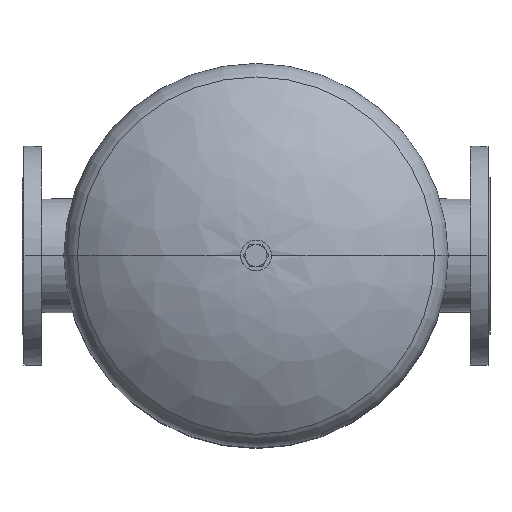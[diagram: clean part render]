
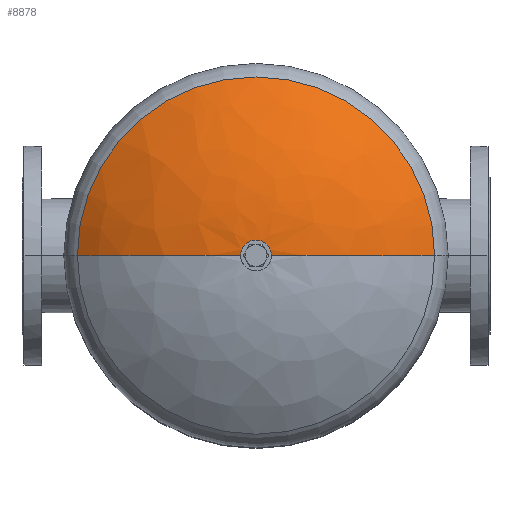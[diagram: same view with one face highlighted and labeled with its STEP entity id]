
A CAD part, top view. The second image highlights one B-rep face of the part: STEP entity #8878.
In plain terms, the highlighted free-form (B-spline) face has degree [3, 3] with [7, 4] control points.
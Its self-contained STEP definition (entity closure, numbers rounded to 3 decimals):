
#8412=CARTESIAN_POINT('Vertex',(179.363,0.,146.231)) ;
#8419=CARTESIAN_POINT('Vertex',(-179.363,0.,146.231)) ;
#8818=CARTESIAN_POINT('Axis2P3D Location',(0.,0.,146.231)) ;
#8831=CARTESIAN_POINT('Control Point',(0.,0.,202.538)) ;
#8832=CARTESIAN_POINT('Control Point',(-66.496,-4.184,205.747)) ;
#8833=CARTESIAN_POINT('Control Point',(-129.87,-8.171,185.32)) ;
#8834=CARTESIAN_POINT('Control Point',(-182.027,-11.452,143.867)) ;
#8835=CARTESIAN_POINT('Control Point',(0.,0.,202.538)) ;
#8836=CARTESIAN_POINT('Control Point',(-69.07,36.738,205.747)) ;
#8837=CARTESIAN_POINT('Control Point',(-134.899,71.751,185.32)) ;
#8838=CARTESIAN_POINT('Control Point',(-189.075,100.567,143.867)) ;
#8839=CARTESIAN_POINT('Control Point',(0.,0.,202.538)) ;
#8840=CARTESIAN_POINT('Control Point',(-41.002,66.627,205.747)) ;
#8841=CARTESIAN_POINT('Control Point',(-80.08,130.127,185.32)) ;
#8842=CARTESIAN_POINT('Control Point',(-112.241,182.387,143.867)) ;
#8843=CARTESIAN_POINT('Control Point',(0.,0.,202.538)) ;
#8844=CARTESIAN_POINT('Control Point',(0.,66.627,205.747)) ;
#8845=CARTESIAN_POINT('Control Point',(0.,130.127,185.32)) ;
#8846=CARTESIAN_POINT('Control Point',(0.,182.387,143.867)) ;
#8847=CARTESIAN_POINT('Control Point',(0.,0.,202.538)) ;
#8848=CARTESIAN_POINT('Control Point',(41.002,66.627,205.747)) ;
#8849=CARTESIAN_POINT('Control Point',(80.08,130.127,185.32)) ;
#8850=CARTESIAN_POINT('Control Point',(112.241,182.387,143.867)) ;
#8851=CARTESIAN_POINT('Control Point',(0.,0.,202.538)) ;
#8852=CARTESIAN_POINT('Control Point',(69.07,36.738,205.747)) ;
#8853=CARTESIAN_POINT('Control Point',(134.899,71.751,185.32)) ;
#8854=CARTESIAN_POINT('Control Point',(189.075,100.567,143.867)) ;
#8855=CARTESIAN_POINT('Control Point',(0.,0.,202.538)) ;
#8856=CARTESIAN_POINT('Control Point',(66.496,-4.184,205.747)) ;
#8857=CARTESIAN_POINT('Control Point',(129.87,-8.171,185.32)) ;
#8858=CARTESIAN_POINT('Control Point',(182.027,-11.452,143.867)) ;
#8860=CARTESIAN_POINT('Control Point',(0.,0.,202.538)) ;
#8861=CARTESIAN_POINT('Control Point',(-65.236,0.,205.68)) ;
#8862=CARTESIAN_POINT('Control Point',(-127.582,0.,186.129)) ;
#8863=CARTESIAN_POINT('Control Point',(-179.363,0.,146.231)) ;
#8864=CARTESIAN_POINT('Vertex',(0.,0.,202.538)) ;
#8868=CARTESIAN_POINT('Control Point',(0.,0.,202.538)) ;
#8869=CARTESIAN_POINT('Control Point',(65.236,0.,205.68)) ;
#8870=CARTESIAN_POINT('Control Point',(127.582,0.,186.129)) ;
#8871=CARTESIAN_POINT('Control Point',(179.363,0.,146.231)) ;
#8819=DIRECTION('Axis2P3D Direction',(-0.,0.,-1.)) ;
#8820=AXIS2_PLACEMENT_3D('Circle Axis2P3D',#8818,#8819,$) ;
#8821=CIRCLE('generated circle',#8820,179.363) ;
#8822=EDGE_CURVE('',#8413,#8420,#8821,.F.) ;
#8866=EDGE_CURVE('',#8865,#8420,#8859,.T.) ;
#8872=EDGE_CURVE('',#8413,#8865,#8867,.F.) ;
#8874=ORIENTED_EDGE('',*,*,#8866,.F.) ;
#8875=ORIENTED_EDGE('',*,*,#8872,.F.) ;
#8876=ORIENTED_EDGE('',*,*,#8822,.T.) ;
#8873=EDGE_LOOP('',(#8874,#8875,#8876)) ;
#8413=VERTEX_POINT('',#8412) ;
#8420=VERTEX_POINT('',#8419) ;
#8865=VERTEX_POINT('',#8864) ;
#8878=ADVANCED_FACE('546610_7.1\\PartBody',(#8877),#8830,.T.) ;
#8877=FACE_OUTER_BOUND('',#8873,.T.) ;
#8859=(BOUNDED_CURVE()B_SPLINE_CURVE(3,(#8860,#8861,#8862,#8863),.UNSPECIFIED.,.F.,.U.)B_SPLINE_CURVE_WITH_KNOTS((4,4),(0.,0.98),.UNSPECIFIED.)CURVE()GEOMETRIC_REPRESENTATION_ITEM()RATIONAL_B_SPLINE_CURVE((1.195,1.145,1.144,1.192))REPRESENTATION_ITEM('')) ;
#8867=(BOUNDED_CURVE()B_SPLINE_CURVE(3,(#8868,#8869,#8870,#8871),.UNSPECIFIED.,.F.,.U.)B_SPLINE_CURVE_WITH_KNOTS((4,4),(0.,0.98),.UNSPECIFIED.)CURVE()GEOMETRIC_REPRESENTATION_ITEM()RATIONAL_B_SPLINE_CURVE((1.195,1.145,1.144,1.192))REPRESENTATION_ITEM('')) ;
#8830=(BOUNDED_SURFACE()B_SPLINE_SURFACE(3,3,((#8831,#8832,#8833,#8834),(#8835,#8836,#8837,#8838),(#8839,#8840,#8841,#8842),(#8843,#8844,#8845,#8846),(#8847,#8848,#8849,#8850),(#8851,#8852,#8853,#8854),(#8855,#8856,#8857,#8858)),.UNSPECIFIED.,.F.,.F.,.U.)B_SPLINE_SURFACE_WITH_KNOTS((4,3,4),(4,4),(0.,1.,2.),(0.,1.),.UNSPECIFIED.)GEOMETRIC_REPRESENTATION_ITEM()RATIONAL_B_SPLINE_SURFACE(((1.226,1.174,1.174,1.226),(0.969,0.927,0.927,0.969),(0.969,0.927,0.927,0.969),(1.226,1.174,1.174,1.226),(0.969,0.927,0.927,0.969),(0.969,0.927,0.927,0.969),(1.226,1.174,1.174,1.226)))REPRESENTATION_ITEM('Rational BSpline Surface')SURFACE()) ;
